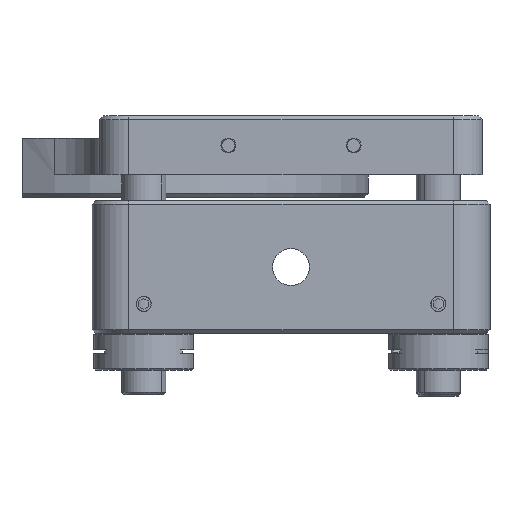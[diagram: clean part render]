
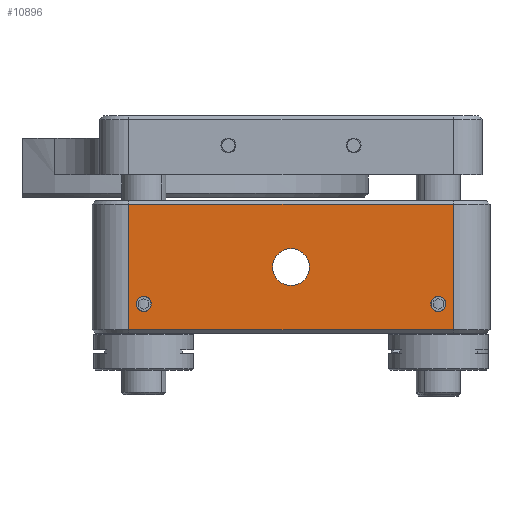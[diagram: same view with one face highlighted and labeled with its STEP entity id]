
A CAD part, front view. The second image highlights one B-rep face of the part: STEP entity #10896.
In plain terms, the highlighted planar face has unit normal (0, -1, 0).
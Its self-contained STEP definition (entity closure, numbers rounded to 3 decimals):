
#145 = EDGE_LOOP ( 'NONE', ( #2068, #7446 ) ) ;
#221 = CIRCLE ( 'NONE', #13933, 1.025 ) ;
#364 = CARTESIAN_POINT ( 'NONE',  ( 20., -27., -24.475 ) ) ;
#576 = DIRECTION ( 'NONE',  ( -1., 0., 0. ) ) ;
#1340 = CARTESIAN_POINT ( 'NONE',  ( 22., -27., -11.5 ) ) ;
#1469 = VERTEX_POINT ( 'NONE', #6903 ) ;
#2068 = ORIENTED_EDGE ( 'NONE', *, *, #2713, .T. ) ;
#2575 = DIRECTION ( 'NONE',  ( 0., 0., 1. ) ) ;
#2713 = EDGE_CURVE ( 'NONE', #5049, #3632, #8248, .T. ) ;
#2952 = AXIS2_PLACEMENT_3D ( 'NONE', #4116, #5259, #576 ) ;
#3010 = VECTOR ( 'NONE', #11838, 1000. ) ;
#3393 = EDGE_CURVE ( 'NONE', #3632, #5049, #10101, .T. ) ;
#3473 = CARTESIAN_POINT ( 'NONE',  ( -27., -27., -29. ) ) ;
#3632 = VERTEX_POINT ( 'NONE', #11319 ) ;
#3882 = DIRECTION ( 'NONE',  ( -1., 0., 0. ) ) ;
#3890 = VECTOR ( 'NONE', #3882, 1000. ) ;
#3965 = ORIENTED_EDGE ( 'NONE', *, *, #7844, .T. ) ;
#4034 = EDGE_CURVE ( 'NONE', #6879, #11704, #221, .T. ) ;
#4081 = EDGE_LOOP ( 'NONE', ( #10441, #4813 ) ) ;
#4083 = AXIS2_PLACEMENT_3D ( 'NONE', #4778, #8285, #2575 ) ;
#4116 = CARTESIAN_POINT ( 'NONE',  ( 0., -27., -20.5 ) ) ;
#4129 = LINE ( 'NONE', #3473, #3010 ) ;
#4778 = CARTESIAN_POINT ( 'NONE',  ( -20., -27., -25.5 ) ) ;
#4813 = ORIENTED_EDGE ( 'NONE', *, *, #4034, .F. ) ;
#4971 = VERTEX_POINT ( 'NONE', #5373 ) ;
#5025 = DIRECTION ( 'NONE',  ( 0., 0., 1. ) ) ;
#5049 = VERTEX_POINT ( 'NONE', #11282 ) ;
#5229 = CARTESIAN_POINT ( 'NONE',  ( -22., -27., -11.5 ) ) ;
#5259 = DIRECTION ( 'NONE',  ( 0., 1., 0. ) ) ;
#5373 = CARTESIAN_POINT ( 'NONE',  ( -20., -27., -26.525 ) ) ;
#5426 = VERTEX_POINT ( 'NONE', #12983 ) ;
#5605 = PLANE ( 'NONE',  #8339 ) ;
#5963 = EDGE_CURVE ( 'NONE', #4971, #1469, #12268, .T. ) ;
#6143 = EDGE_CURVE ( 'NONE', #7675, #5426, #7032, .T. ) ;
#6153 = FACE_BOUND ( 'NONE', #145, .T. ) ;
#6179 = DIRECTION ( 'NONE',  ( 0., 1., 0. ) ) ;
#6235 = EDGE_LOOP ( 'NONE', ( #10351, #8589, #3965, #13560 ) ) ;
#6350 = FACE_OUTER_BOUND ( 'NONE', #6235, .T. ) ;
#6521 = LINE ( 'NONE', #1340, #13610 ) ;
#6879 = VERTEX_POINT ( 'NONE', #12809 ) ;
#6903 = CARTESIAN_POINT ( 'NONE',  ( -20., -27., -24.475 ) ) ;
#7032 = LINE ( 'NONE', #12294, #3890 ) ;
#7446 = ORIENTED_EDGE ( 'NONE', *, *, #3393, .T. ) ;
#7466 = EDGE_CURVE ( 'NONE', #11704, #6879, #11134, .T. ) ;
#7590 = CARTESIAN_POINT ( 'NONE',  ( 0., -27., -20.5 ) ) ;
#7675 = VERTEX_POINT ( 'NONE', #12187 ) ;
#7844 = EDGE_CURVE ( 'NONE', #5426, #14968, #8879, .T. ) ;
#8248 = CIRCLE ( 'NONE', #2952, 2.5 ) ;
#8285 = DIRECTION ( 'NONE',  ( 0., -1., 0. ) ) ;
#8339 = AXIS2_PLACEMENT_3D ( 'NONE', #13935, #13883, #15141 ) ;
#8503 = CARTESIAN_POINT ( 'NONE',  ( -20., -27., -25.5 ) ) ;
#8532 = CARTESIAN_POINT ( 'NONE',  ( 20., -27., -25.5 ) ) ;
#8565 = ORIENTED_EDGE ( 'NONE', *, *, #5963, .F. ) ;
#8589 = ORIENTED_EDGE ( 'NONE', *, *, #6143, .T. ) ;
#8879 = LINE ( 'NONE', #5229, #14851 ) ;
#9534 = DIRECTION ( 'NONE',  ( 0., 0., 1. ) ) ;
#9841 = DIRECTION ( 'NONE',  ( 0., 0., 1. ) ) ;
#9872 = DIRECTION ( 'NONE',  ( -1., 0., 0. ) ) ;
#9961 = AXIS2_PLACEMENT_3D ( 'NONE', #8503, #14393, #5025 ) ;
#10101 = CIRCLE ( 'NONE', #11824, 2.5 ) ;
#10351 = ORIENTED_EDGE ( 'NONE', *, *, #11913, .T. ) ;
#10441 = ORIENTED_EDGE ( 'NONE', *, *, #7466, .F. ) ;
#10896 = ADVANCED_FACE ( 'NONE', ( #11757, #15125, #6153, #6350 ), #5605, .F. ) ;
#11004 = EDGE_CURVE ( 'NONE', #14968, #12388, #4129, .T. ) ;
#11104 = EDGE_CURVE ( 'NONE', #1469, #4971, #12865, .T. ) ;
#11134 = CIRCLE ( 'NONE', #13205, 1.025 ) ;
#11199 = DIRECTION ( 'NONE',  ( 0., 0., -1. ) ) ;
#11282 = CARTESIAN_POINT ( 'NONE',  ( 0., -27., -23. ) ) ;
#11319 = CARTESIAN_POINT ( 'NONE',  ( 0., -27., -18. ) ) ;
#11459 = ORIENTED_EDGE ( 'NONE', *, *, #11104, .F. ) ;
#11704 = VERTEX_POINT ( 'NONE', #364 ) ;
#11723 = CARTESIAN_POINT ( 'NONE',  ( 20., -27., -25.5 ) ) ;
#11757 = FACE_BOUND ( 'NONE', #4081, .T. ) ;
#11824 = AXIS2_PLACEMENT_3D ( 'NONE', #7590, #6179, #9872 ) ;
#11838 = DIRECTION ( 'NONE',  ( 1., 0., 0. ) ) ;
#11913 = EDGE_CURVE ( 'NONE', #12388, #7675, #6521, .T. ) ;
#12019 = EDGE_LOOP ( 'NONE', ( #11459, #8565 ) ) ;
#12054 = CARTESIAN_POINT ( 'NONE',  ( -22., -27., -29. ) ) ;
#12187 = CARTESIAN_POINT ( 'NONE',  ( 22., -27., -12. ) ) ;
#12268 = CIRCLE ( 'NONE', #9961, 1.025 ) ;
#12294 = CARTESIAN_POINT ( 'NONE',  ( -22., -27., -12. ) ) ;
#12388 = VERTEX_POINT ( 'NONE', #14118 ) ;
#12809 = CARTESIAN_POINT ( 'NONE',  ( 20., -27., -26.525 ) ) ;
#12865 = CIRCLE ( 'NONE', #4083, 1.025 ) ;
#12983 = CARTESIAN_POINT ( 'NONE',  ( -22., -27., -12. ) ) ;
#13205 = AXIS2_PLACEMENT_3D ( 'NONE', #11723, #13932, #15237 ) ;
#13445 = DIRECTION ( 'NONE',  ( 0., -1., 0. ) ) ;
#13560 = ORIENTED_EDGE ( 'NONE', *, *, #11004, .T. ) ;
#13610 = VECTOR ( 'NONE', #9534, 1000. ) ;
#13883 = DIRECTION ( 'NONE',  ( 0., 1., 0. ) ) ;
#13932 = DIRECTION ( 'NONE',  ( 0., -1., 0. ) ) ;
#13933 = AXIS2_PLACEMENT_3D ( 'NONE', #8532, #13445, #9841 ) ;
#13935 = CARTESIAN_POINT ( 'NONE',  ( -27., -27., -11.5 ) ) ;
#14118 = CARTESIAN_POINT ( 'NONE',  ( 22., -27., -29. ) ) ;
#14393 = DIRECTION ( 'NONE',  ( 0., -1., 0. ) ) ;
#14851 = VECTOR ( 'NONE', #11199, 1000. ) ;
#14968 = VERTEX_POINT ( 'NONE', #12054 ) ;
#15125 = FACE_BOUND ( 'NONE', #12019, .T. ) ;
#15141 = DIRECTION ( 'NONE',  ( -1., 0., 0. ) ) ;
#15237 = DIRECTION ( 'NONE',  ( 0., 0., 1. ) ) ;
